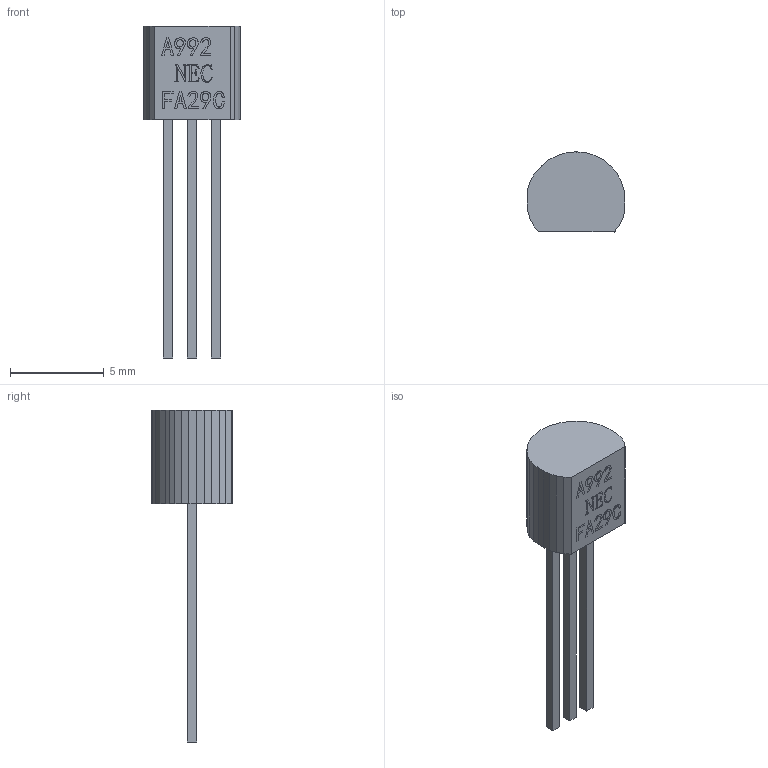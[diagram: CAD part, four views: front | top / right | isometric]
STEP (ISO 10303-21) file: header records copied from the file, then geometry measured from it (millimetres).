
FILE_DESCRIPTION (( 'STEP AP214' ), '1' );
FILE_NAME ('A992.STEP', '2012-08-26T07:21:46', ( '' ), ( '' ), 'SwSTEP 2.0', 'SolidWorks 2012', '' );
FILE_SCHEMA (( 'AUTOMOTIVE_DESIGN' ));
Length unit declared in the file: millimetre
Products named in the file (1): A992
Bounding box: 5.2 x 4.27 x 17.7 mm (x, y, z)
Volume: 103.3 mm3; surface area: 193.5 mm2
Topology: 1 solids, 1 shells, 71 faces, 294 edges, 245 vertices
Faces by surface type: plane 71
Entity records: 4774 total; most frequent: CARTESIAN_POINT 1673, ORIENTED_EDGE 588, DIRECTION 387, EDGE_CURVE 294, VERTEX_POINT 245, LINE 243, VECTOR 243, EDGE_LOOP 91
